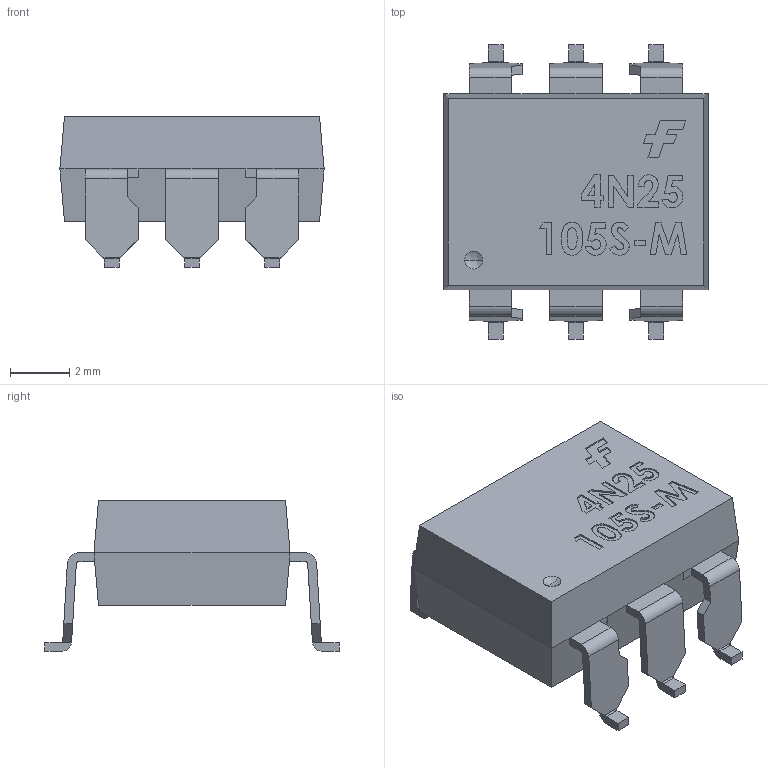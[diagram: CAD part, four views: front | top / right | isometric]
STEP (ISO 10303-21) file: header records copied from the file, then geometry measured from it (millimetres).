
FILE_DESCRIPTION (( 'STEP AP214' ), '1' );
FILE_NAME ('User Library-FAIRCHILD N06C_SMDIP-6.STEP', '2020-10-09T14:08:49', ( 'Elessar' ), ( '' ), 'SwSTEP 2.0', 'SolidWorks 2018', '' );
FILE_SCHEMA (( 'AUTOMOTIVE_DESIGN' ));
Length unit declared in the file: millimetre
Products named in the file (1): User Library-FAIRCHILD N06C_SMDIP-6
Bounding box: 8.89 x 9.9 x 5.08 mm (x, y, z)
Volume: 209.1 mm3; surface area: 303.6 mm2
Topology: 1 solids, 1 shells, 281 faces, 761 edges, 496 vertices
Faces by surface type: plane 199, bspline 56, cylinder 26
Entity records: 12590 total; most frequent: CARTESIAN_POINT 4479, ORIENTED_EDGE 1522, DIRECTION 1122, EDGE_CURVE 761, VECTOR 588, LINE 588, VERTEX_POINT 496, EDGE_LOOP 295
